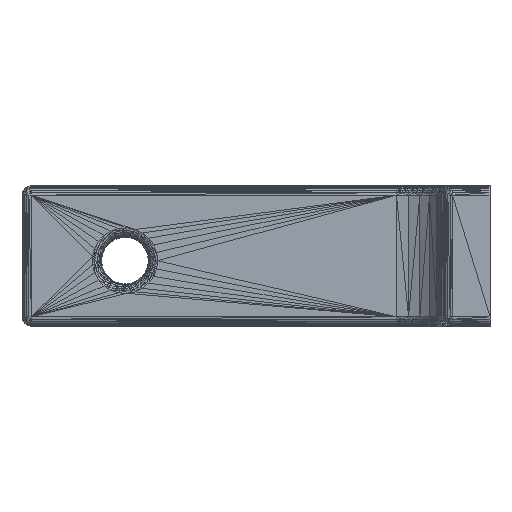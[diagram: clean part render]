
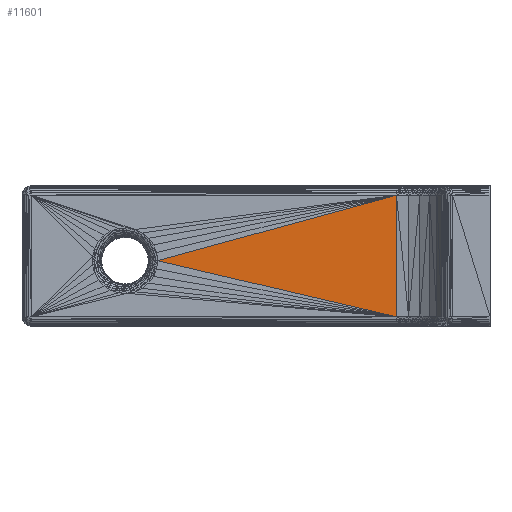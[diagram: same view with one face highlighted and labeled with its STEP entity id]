
A CAD part, front view. The second image highlights one B-rep face of the part: STEP entity #11601.
In plain terms, the highlighted planar face has unit normal (0, -1, 0).
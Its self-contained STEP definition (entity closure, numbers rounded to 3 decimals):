
#11270 = VERTEX_POINT('',#11271);
#11271 = CARTESIAN_POINT('',(-10.,-5.,14.));
#11334 = PLANE('',#11335);
#11335 = AXIS2_PLACEMENT_3D('',#11336,#11337,#11338);
#11336 = CARTESIAN_POINT('',(-22.986,-5.,10.663));
#11337 = DIRECTION('',(0.,-1.,0.));
#11338 = DIRECTION('',(0.,0.,-1.));
#11358 = VERTEX_POINT('',#11359);
#11359 = CARTESIAN_POINT('',(-35.5,-5.,7.));
#11384 = EDGE_CURVE('',#11358,#11270,#11385,.T.);
#11385 = SURFACE_CURVE('',#11386,(#11390,#11397),.PCURVE_S1.);
#11386 = LINE('',#11387,#11388);
#11387 = CARTESIAN_POINT('',(-35.5,-5.,7.));
#11388 = VECTOR('',#11389,1.);
#11389 = DIRECTION('',(0.964,0.,0.265));
#11390 = PCURVE('',#11334,#11391);
#11391 = DEFINITIONAL_REPRESENTATION('',(#11392),#11396);
#11392 = LINE('',#11393,#11394);
#11393 = CARTESIAN_POINT('',(3.663,-12.514));
#11394 = VECTOR('',#11395,1.);
#11395 = DIRECTION('',(-0.265,0.964));
#11396 = ( GEOMETRIC_REPRESENTATION_CONTEXT(2) 
PARAMETRIC_REPRESENTATION_CONTEXT() REPRESENTATION_CONTEXT('2D SPACE',''
  ) );
#11397 = PCURVE('',#11398,#11403);
#11398 = PLANE('',#11399);
#11399 = AXIS2_PLACEMENT_3D('',#11400,#11401,#11402);
#11400 = CARTESIAN_POINT('',(-20.225,-5.,7.312));
#11401 = DIRECTION('',(0.,-1.,0.));
#11402 = DIRECTION('',(0.,0.,-1.));
#11403 = DEFINITIONAL_REPRESENTATION('',(#11404),#11407);
#11404 = B_SPLINE_CURVE_WITH_KNOTS('',1,(#11405,#11406),.UNSPECIFIED.,
  .F.,.F.,(2,2),(0.,26.443),.PIECEWISE_BEZIER_KNOTS.);
#11405 = CARTESIAN_POINT('',(0.312,-15.275));
#11406 = CARTESIAN_POINT('',(-6.688,10.225));
#11407 = ( GEOMETRIC_REPRESENTATION_CONTEXT(2) 
PARAMETRIC_REPRESENTATION_CONTEXT() REPRESENTATION_CONTEXT('2D SPACE',''
  ) );
#11601 = ADVANCED_FACE('',(#11602),#11398,.T.);
#11602 = FACE_BOUND('',#11603,.T.);
#11603 = EDGE_LOOP('',(#11604,#11631,#11632));
#11604 = ORIENTED_EDGE('',*,*,#11605,.T.);
#11605 = EDGE_CURVE('',#11606,#11270,#11608,.T.);
#11606 = VERTEX_POINT('',#11607);
#11607 = CARTESIAN_POINT('',(-10.,-5.,1.));
#11608 = SURFACE_CURVE('',#11609,(#11613,#11620),.PCURVE_S1.);
#11609 = LINE('',#11610,#11611);
#11610 = CARTESIAN_POINT('',(-10.,-5.,1.));
#11611 = VECTOR('',#11612,1.);
#11612 = DIRECTION('',(0.,0.,1.));
#11613 = PCURVE('',#11398,#11614);
#11614 = DEFINITIONAL_REPRESENTATION('',(#11615),#11619);
#11615 = LINE('',#11616,#11617);
#11616 = CARTESIAN_POINT('',(6.312,10.225));
#11617 = VECTOR('',#11618,1.);
#11618 = DIRECTION('',(-1.,0.));
#11619 = ( GEOMETRIC_REPRESENTATION_CONTEXT(2) 
PARAMETRIC_REPRESENTATION_CONTEXT() REPRESENTATION_CONTEXT('2D SPACE',''
  ) );
#11620 = PCURVE('',#11621,#11626);
#11621 = PLANE('',#11622);
#11622 = AXIS2_PLACEMENT_3D('',#11623,#11624,#11625);
#11623 = CARTESIAN_POINT('',(-9.66,-5.045,
    7.19));
#11624 = DIRECTION('',(-0.131,-0.991,
    0.));
#11625 = DIRECTION('',(-0.991,0.131,
    0.));
#11626 = DEFINITIONAL_REPRESENTATION('',(#11627),#11630);
#11627 = B_SPLINE_CURVE_WITH_KNOTS('',1,(#11628,#11629),.UNSPECIFIED.,
  .F.,.F.,(2,2),(0.,13.),.PIECEWISE_BEZIER_KNOTS.);
#11628 = CARTESIAN_POINT('',(0.343,6.19));
#11629 = CARTESIAN_POINT('',(0.343,-6.81));
#11630 = ( GEOMETRIC_REPRESENTATION_CONTEXT(2) 
PARAMETRIC_REPRESENTATION_CONTEXT() REPRESENTATION_CONTEXT('2D SPACE',''
  ) );
#11631 = ORIENTED_EDGE('',*,*,#11384,.F.);
#11632 = ORIENTED_EDGE('',*,*,#11633,.F.);
#11633 = EDGE_CURVE('',#11606,#11358,#11634,.T.);
#11634 = SURFACE_CURVE('',#11635,(#11639,#11645),.PCURVE_S1.);
#11635 = LINE('',#11636,#11637);
#11636 = CARTESIAN_POINT('',(-10.,-5.,1.));
#11637 = VECTOR('',#11638,1.);
#11638 = DIRECTION('',(-0.973,0.,0.229));
#11639 = PCURVE('',#11398,#11640);
#11640 = DEFINITIONAL_REPRESENTATION('',(#11641),#11644);
#11641 = B_SPLINE_CURVE_WITH_KNOTS('',1,(#11642,#11643),.UNSPECIFIED.,
  .F.,.F.,(2,2),(0.,26.196),.PIECEWISE_BEZIER_KNOTS.);
#11642 = CARTESIAN_POINT('',(6.312,10.225));
#11643 = CARTESIAN_POINT('',(0.312,-15.275));
#11644 = ( GEOMETRIC_REPRESENTATION_CONTEXT(2) 
PARAMETRIC_REPRESENTATION_CONTEXT() REPRESENTATION_CONTEXT('2D SPACE',''
  ) );
#11645 = PCURVE('',#11646,#11651);
#11646 = PLANE('',#11647);
#11647 = AXIS2_PLACEMENT_3D('',#11648,#11649,#11650);
#11648 = CARTESIAN_POINT('',(-22.988,-5.,3.829));
#11649 = DIRECTION('',(0.,-1.,0.));
#11650 = DIRECTION('',(0.,0.,-1.));
#11651 = DEFINITIONAL_REPRESENTATION('',(#11652),#11656);
#11652 = LINE('',#11653,#11654);
#11653 = CARTESIAN_POINT('',(2.829,12.988));
#11654 = VECTOR('',#11655,1.);
#11655 = DIRECTION('',(-0.229,-0.973));
#11656 = ( GEOMETRIC_REPRESENTATION_CONTEXT(2) 
PARAMETRIC_REPRESENTATION_CONTEXT() REPRESENTATION_CONTEXT('2D SPACE',''
  ) );
